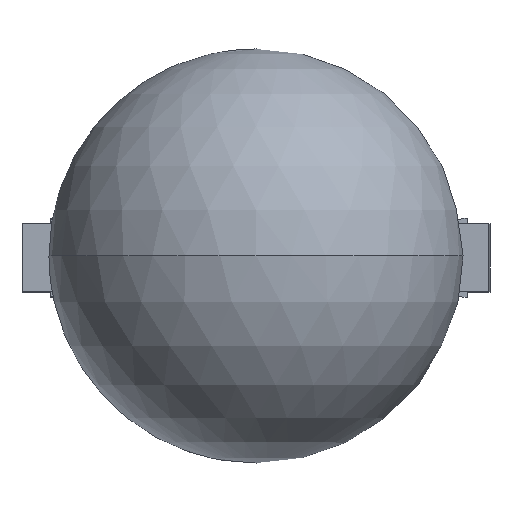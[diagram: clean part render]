
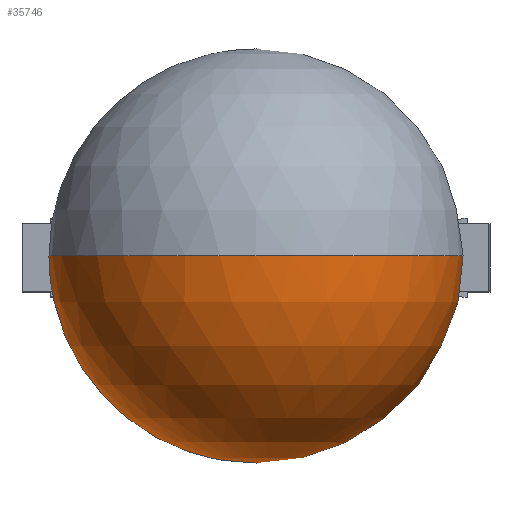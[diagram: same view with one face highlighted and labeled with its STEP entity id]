
A CAD part, top view. The second image highlights one B-rep face of the part: STEP entity #35746.
In plain terms, the highlighted spherical face has radius 50 mm.
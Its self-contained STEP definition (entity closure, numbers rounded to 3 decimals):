
#793 = ORIENTED_EDGE ( 'NONE', *, *, #39025, .F. ) ;
#2475 = DIRECTION ( 'NONE',  ( 0., 0., 1. ) ) ;
#4950 = CARTESIAN_POINT ( 'NONE',  ( -11., 48.775, 0. ) ) ;
#5462 = FACE_OUTER_BOUND ( 'NONE', #5774, .T. ) ;
#5599 = VERTEX_POINT ( 'NONE', #44821 ) ;
#5719 = DIRECTION ( 'NONE',  ( 0., 0., 1. ) ) ;
#5774 = EDGE_LOOP ( 'NONE', ( #42676, #51835, #793, #30191 ) ) ;
#5917 = CARTESIAN_POINT ( 'NONE',  ( 0., 48.775, 0. ) ) ;
#6113 = DIRECTION ( 'NONE',  ( 0., 1., 0. ) ) ;
#7927 = DIRECTION ( 'NONE',  ( -1., 0., 0. ) ) ;
#9567 = CARTESIAN_POINT ( 'NONE',  ( 0., 0., 0. ) ) ;
#10488 = DIRECTION ( 'NONE',  ( 0., 0., 1. ) ) ;
#12367 = CIRCLE ( 'NONE', #49622, 11. ) ;
#12693 = VERTEX_POINT ( 'NONE', #4950 ) ;
#13072 = CIRCLE ( 'NONE', #37627, 50. ) ;
#14474 = VERTEX_POINT ( 'NONE', #27321 ) ;
#14940 = AXIS2_PLACEMENT_3D ( 'NONE', #9567, #48493, #27676 ) ;
#15253 = CARTESIAN_POINT ( 'NONE',  ( 0., 48.775, 0. ) ) ;
#17003 = EDGE_CURVE ( 'NONE', #14474, #5599, #37265, .T. ) ;
#19360 = AXIS2_PLACEMENT_3D ( 'NONE', #47382, #5719, #39020 ) ;
#26406 = SPHERICAL_SURFACE ( 'NONE', #19360, 50. ) ;
#26632 = AXIS2_PLACEMENT_3D ( 'NONE', #5917, #6113, #10488 ) ;
#27321 = CARTESIAN_POINT ( 'NONE',  ( 0., -50., 0. ) ) ;
#27676 = DIRECTION ( 'NONE',  ( 1., 0., 0. ) ) ;
#28150 = CIRCLE ( 'NONE', #26632, 11. ) ;
#30191 = ORIENTED_EDGE ( 'NONE', *, *, #32772, .F. ) ;
#32772 = EDGE_CURVE ( 'NONE', #5599, #48546, #28150, .T. ) ;
#35746 = ADVANCED_FACE ( 'NONE', ( #5462 ), #26406, .T. ) ;
#37265 = CIRCLE ( 'NONE', #14940, 50. ) ;
#37627 = AXIS2_PLACEMENT_3D ( 'NONE', #41367, #45381, #7927 ) ;
#39020 = DIRECTION ( 'NONE',  ( -1., 0., 0. ) ) ;
#39025 = EDGE_CURVE ( 'NONE', #48546, #12693, #12367, .T. ) ;
#41367 = CARTESIAN_POINT ( 'NONE',  ( 0., 0., 0. ) ) ;
#42676 = ORIENTED_EDGE ( 'NONE', *, *, #17003, .F. ) ;
#44649 = DIRECTION ( 'NONE',  ( 0., 1., 0. ) ) ;
#44821 = CARTESIAN_POINT ( 'NONE',  ( 11., 48.775, 0. ) ) ;
#45381 = DIRECTION ( 'NONE',  ( 0., 0., -1. ) ) ;
#47382 = CARTESIAN_POINT ( 'NONE',  ( 0., 0., 0. ) ) ;
#47875 = EDGE_CURVE ( 'NONE', #14474, #12693, #13072, .T. ) ;
#48493 = DIRECTION ( 'NONE',  ( 0., 0., 1. ) ) ;
#48546 = VERTEX_POINT ( 'NONE', #53388 ) ;
#49622 = AXIS2_PLACEMENT_3D ( 'NONE', #15253, #44649, #2475 ) ;
#51835 = ORIENTED_EDGE ( 'NONE', *, *, #47875, .T. ) ;
#53388 = CARTESIAN_POINT ( 'NONE',  ( 0., 48.775, -11. ) ) ;
